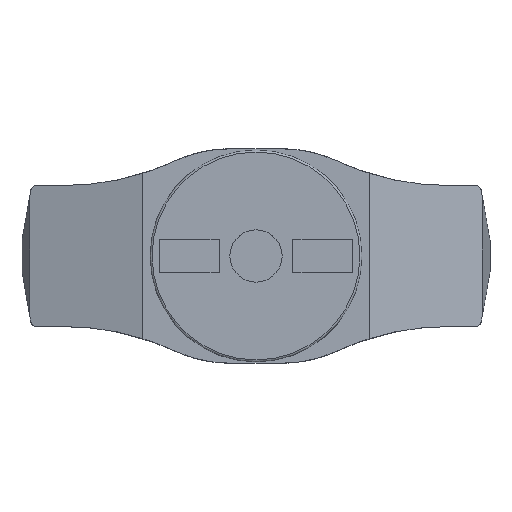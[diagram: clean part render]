
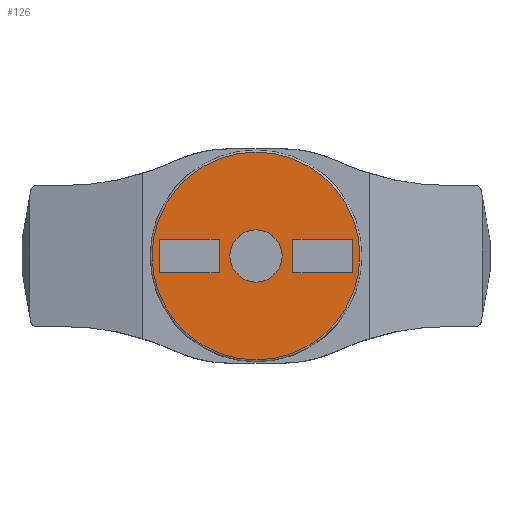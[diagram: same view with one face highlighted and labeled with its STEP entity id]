
A CAD part, top view. The second image highlights one B-rep face of the part: STEP entity #126.
In plain terms, the highlighted planar face has unit normal (0, 0, 1).
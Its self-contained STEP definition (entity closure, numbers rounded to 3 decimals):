
#126=ADVANCED_FACE('',(#441,#442,#443,#444),#183,.T.);
#183=PLANE('',#1126);
#225=LINE('',#1549,#333);
#226=LINE('',#1552,#334);
#227=LINE('',#1554,#335);
#228=LINE('',#1556,#336);
#229=LINE('',#1557,#337);
#230=LINE('',#1560,#338);
#231=LINE('',#1562,#339);
#232=LINE('',#1564,#340);
#333=VECTOR('',#1236,1.);
#334=VECTOR('',#1237,1.);
#335=VECTOR('',#1238,1.);
#336=VECTOR('',#1239,1.);
#337=VECTOR('',#1240,1.);
#338=VECTOR('',#1241,1.);
#339=VECTOR('',#1242,1.);
#340=VECTOR('',#1243,1.);
#441=FACE_BOUND('',#453,.T.);
#442=FACE_BOUND('',#454,.T.);
#443=FACE_BOUND('',#455,.T.);
#444=FACE_BOUND('',#456,.T.);
#453=EDGE_LOOP('',(#517));
#454=EDGE_LOOP('',(#518));
#455=EDGE_LOOP('',(#519,#520,#521,#522));
#456=EDGE_LOOP('',(#523,#524,#525,#526));
#517=ORIENTED_EDGE('',*,*,#916,.F.);
#518=ORIENTED_EDGE('',*,*,#917,.T.);
#519=ORIENTED_EDGE('',*,*,#918,.F.);
#520=ORIENTED_EDGE('',*,*,#919,.F.);
#521=ORIENTED_EDGE('',*,*,#920,.F.);
#522=ORIENTED_EDGE('',*,*,#921,.F.);
#523=ORIENTED_EDGE('',*,*,#922,.F.);
#524=ORIENTED_EDGE('',*,*,#923,.F.);
#525=ORIENTED_EDGE('',*,*,#924,.F.);
#526=ORIENTED_EDGE('',*,*,#925,.F.);
#815=VERTEX_POINT('',#1546);
#816=VERTEX_POINT('',#1548);
#817=VERTEX_POINT('',#1550);
#818=VERTEX_POINT('',#1551);
#819=VERTEX_POINT('',#1553);
#820=VERTEX_POINT('',#1555);
#821=VERTEX_POINT('',#1558);
#822=VERTEX_POINT('',#1559);
#823=VERTEX_POINT('',#1561);
#824=VERTEX_POINT('',#1563);
#916=EDGE_CURVE('',#815,#815,#1065,.T.);
#917=EDGE_CURVE('',#816,#816,#1066,.T.);
#918=EDGE_CURVE('',#817,#818,#225,.T.);
#919=EDGE_CURVE('',#819,#817,#226,.T.);
#920=EDGE_CURVE('',#820,#819,#227,.T.);
#921=EDGE_CURVE('',#818,#820,#228,.T.);
#922=EDGE_CURVE('',#821,#822,#229,.T.);
#923=EDGE_CURVE('',#823,#821,#230,.T.);
#924=EDGE_CURVE('',#824,#823,#231,.T.);
#925=EDGE_CURVE('',#822,#824,#232,.T.);
#1065=CIRCLE('',#1124,20.);
#1066=CIRCLE('',#1125,79.5);
#1124=AXIS2_PLACEMENT_3D('',#1545,#1232,#1233);
#1125=AXIS2_PLACEMENT_3D('',#1547,#1234,#1235);
#1126=AXIS2_PLACEMENT_3D('',#1565,#1244,#1245);
#1232=DIRECTION('',(0.,0.,1.));
#1233=DIRECTION('',(1.,0.,0.));
#1234=DIRECTION('',(0.,0.,1.));
#1235=DIRECTION('',(1.,0.,0.));
#1236=DIRECTION('',(0.,1.,0.));
#1237=DIRECTION('',(1.,0.,0.));
#1238=DIRECTION('',(0.,-1.,0.));
#1239=DIRECTION('',(-1.,0.,0.));
#1240=DIRECTION('',(1.,0.,0.));
#1241=DIRECTION('',(0.,-1.,0.));
#1242=DIRECTION('',(-1.,0.,0.));
#1243=DIRECTION('',(0.,1.,0.));
#1244=DIRECTION('',(0.,0.,1.));
#1245=DIRECTION('',(-1.,0.,0.));
#1545=CARTESIAN_POINT('',(0.,0.,0.));
#1546=CARTESIAN_POINT('',(20.,0.,0.));
#1547=CARTESIAN_POINT('',(0.,0.,0.));
#1548=CARTESIAN_POINT('',(79.5,0.,0.));
#1549=CARTESIAN_POINT('',(-28.25,-12.7,0.));
#1550=CARTESIAN_POINT('',(-28.25,-12.7,0.));
#1551=CARTESIAN_POINT('',(-28.25,12.7,0.));
#1552=CARTESIAN_POINT('',(-73.75,-12.7,0.));
#1553=CARTESIAN_POINT('',(-73.75,-12.7,0.));
#1554=CARTESIAN_POINT('',(-73.75,12.7,0.));
#1555=CARTESIAN_POINT('',(-73.75,12.7,0.));
#1556=CARTESIAN_POINT('',(-28.25,12.7,0.));
#1557=CARTESIAN_POINT('',(28.25,-12.7,0.));
#1558=CARTESIAN_POINT('',(28.25,-12.7,0.));
#1559=CARTESIAN_POINT('',(73.75,-12.7,0.));
#1560=CARTESIAN_POINT('',(28.25,12.7,0.));
#1561=CARTESIAN_POINT('',(28.25,12.7,0.));
#1562=CARTESIAN_POINT('',(73.75,12.7,0.));
#1563=CARTESIAN_POINT('',(73.75,12.7,0.));
#1564=CARTESIAN_POINT('',(73.75,-12.7,0.));
#1565=CARTESIAN_POINT('',(0.,0.,0.));
